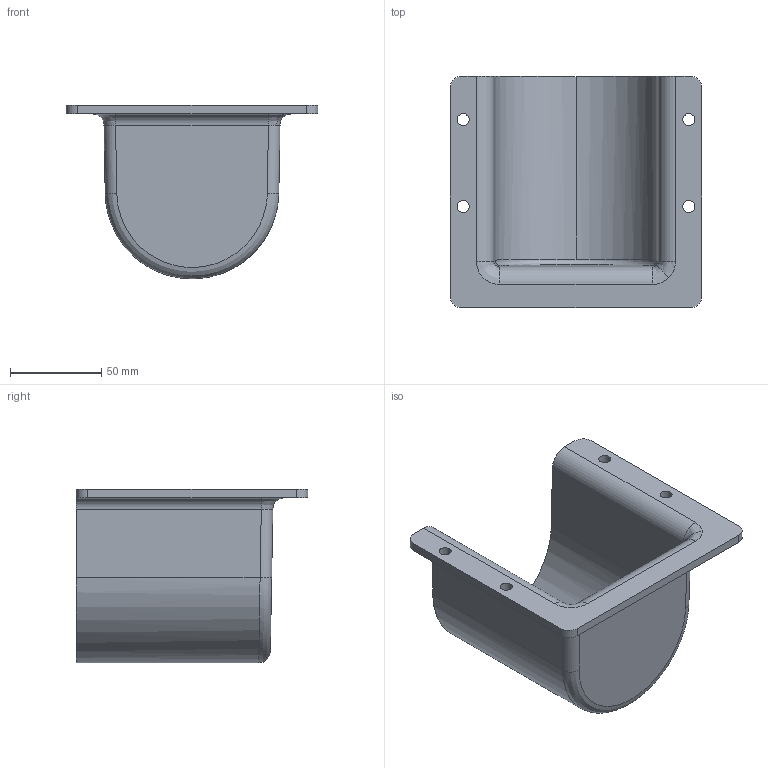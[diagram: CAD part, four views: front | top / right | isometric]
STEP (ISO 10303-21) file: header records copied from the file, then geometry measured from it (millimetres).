
FILE_DESCRIPTION (( 'STEP AP203' ), '1' );
FILE_NAME ('1044-2P.STEP', '2016-12-07T19:14:23', ( 'jgonzalez' ), ( '' ), 'SwSTEP 2.0', 'SolidWorks 2014', '' );
FILE_SCHEMA (( 'CONFIG_CONTROL_DESIGN' ));
Length unit declared in the file: inch
Products named in the file (1): 1044-2P
Bounding box: 138.04 x 127 x 95.26 mm (x, y, z)
Volume: 133341.4 mm3; surface area: 79699.7 mm2
Topology: 1 solids, 1 shells, 46 faces, 120 edges, 76 vertices
Faces by surface type: cylinder 26, plane 12, bspline 8
Entity records: 1805 total; most frequent: CARTESIAN_POINT 625, ORIENTED_EDGE 240, DIRECTION 226, EDGE_CURVE 120, AXIS2_PLACEMENT_3D 85, VERTEX_POINT 76, LINE 56, VECTOR 56
